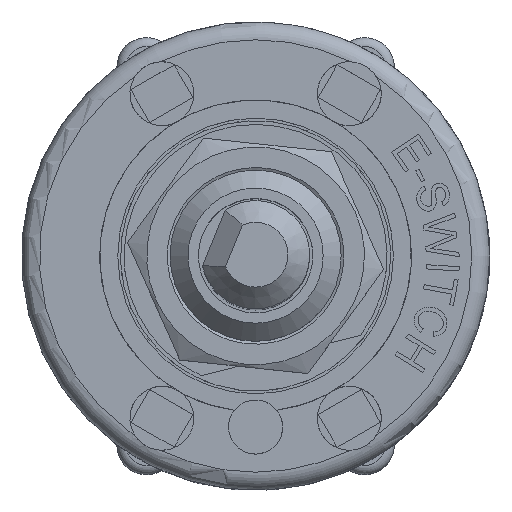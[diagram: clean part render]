
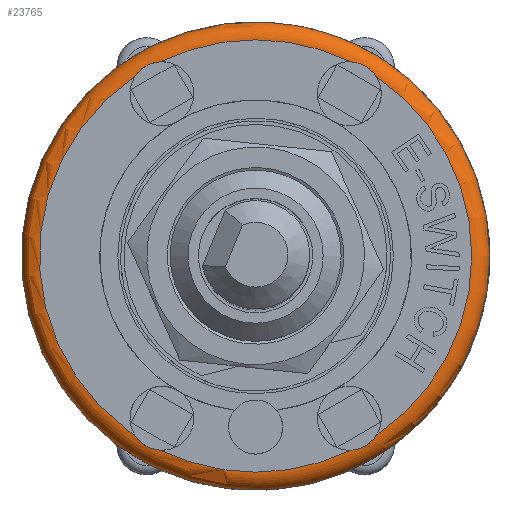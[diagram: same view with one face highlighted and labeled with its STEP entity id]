
A CAD part, top view. The second image highlights one B-rep face of the part: STEP entity #23765.
In plain terms, the highlighted toroidal (fillet/blend) face has major radius 12 mm and minor radius 1 mm.
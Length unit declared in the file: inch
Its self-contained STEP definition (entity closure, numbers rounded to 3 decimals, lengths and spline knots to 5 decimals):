
#23115=CARTESIAN_POINT('',(0.51181,0.0,0.37402));
#23116=VERTEX_POINT('',#23115);
#23117=CARTESIAN_POINT('',(0.0,0.0,0.37402));
#23118=DIRECTION('',(0.0,0.0,1.0));
#23119=DIRECTION('',(-1.0,0.0,0.0));
#23120=AXIS2_PLACEMENT_3D('',#23117,#23118,#23119);
#23121=CIRCLE('',#23120,0.51181);
#23122=EDGE_CURVE('',#23116,#23116,#23121,.T.);
#23365=CARTESIAN_POINT('',(-0.26379,0.39194,0.41339));
#23366=VERTEX_POINT('',#23365);
#23375=CARTESIAN_POINT('',(-0.20753,0.42442,0.41339));
#23376=VERTEX_POINT('',#23375);
#23384=CARTESIAN_POINT('',(-0.26379,0.39194,0.41339));
#23385=CARTESIAN_POINT('',(-0.26063,0.39693,0.41339));
#23386=CARTESIAN_POINT('',(-0.25684,0.40153,0.41318));
#23387=CARTESIAN_POINT('',(-0.25019,0.40776,0.41294));
#23388=CARTESIAN_POINT('',(-0.24774,0.40975,0.41287));
#23389=CARTESIAN_POINT('',(-0.24411,0.41233,0.41281));
#23390=CARTESIAN_POINT('',(-0.24303,0.41306,0.41279));
#23391=CARTESIAN_POINT('',(-0.24115,0.41424,0.41278));
#23392=CARTESIAN_POINT('',(-0.24035,0.41472,0.41278));
#23393=CARTESIAN_POINT('',(-0.23874,0.41565,0.41278));
#23394=CARTESIAN_POINT('',(-0.23791,0.4161,0.41278));
#23395=CARTESIAN_POINT('',(-0.23586,0.41717,0.4128));
#23396=CARTESIAN_POINT('',(-0.23462,0.41777,0.41281));
#23397=CARTESIAN_POINT('',(-0.23029,0.41972,0.41288));
#23398=CARTESIAN_POINT('',(-0.22713,0.42087,0.41296));
#23399=CARTESIAN_POINT('',(-0.2184,0.42336,0.41321));
#23400=CARTESIAN_POINT('',(-0.2129,0.4242,0.41339));
#23401=CARTESIAN_POINT('',(-0.20753,0.42442,0.41339));
#23402=B_SPLINE_CURVE_WITH_KNOTS('',3,(#23384,#23385,#23386,#23387,#23388,#23389,#23390,#23391,#23392,#23393,#23394,#23395,#23396,#23397,#23398,#23399,#23400,#23401),.UNSPECIFIED.,.F.,.U.,(4,2,2,2,2,2,2,2,4),(-0.30321,-0.28459,-0.27477,-0.27072,-0.26786,-0.26495,-0.2607,-0.25033,-0.23279),.UNSPECIFIED.);
#23403=EDGE_CURVE('',#23366,#23376,#23402,.T.);
#23439=CARTESIAN_POINT('',(-0.26379,-0.39194,0.41339));
#23440=VERTEX_POINT('',#23439);
#23450=CARTESIAN_POINT('',(-0.20753,-0.42442,0.41339));
#23451=VERTEX_POINT('',#23450);
#23452=CARTESIAN_POINT('',(-0.20753,-0.42442,0.41339));
#23453=CARTESIAN_POINT('',(-0.21344,-0.42418,0.41339));
#23454=CARTESIAN_POINT('',(-0.21932,-0.42319,0.41318));
#23455=CARTESIAN_POINT('',(-0.22803,-0.42055,0.41294));
#23456=CARTESIAN_POINT('',(-0.23098,-0.41943,0.41287));
#23457=CARTESIAN_POINT('',(-0.23503,-0.41757,0.41281));
#23458=CARTESIAN_POINT('',(-0.2362,-0.417,0.41279));
#23459=CARTESIAN_POINT('',(-0.23817,-0.41596,0.41278));
#23460=CARTESIAN_POINT('',(-0.23898,-0.41551,0.41278));
#23461=CARTESIAN_POINT('',(-0.24059,-0.41458,0.41278));
#23462=CARTESIAN_POINT('',(-0.2414,-0.41409,0.41278));
#23463=CARTESIAN_POINT('',(-0.24335,-0.41285,0.4128));
#23464=CARTESIAN_POINT('',(-0.24449,-0.41207,0.41281));
#23465=CARTESIAN_POINT('',(-0.24834,-0.4093,0.41288));
#23466=CARTESIAN_POINT('',(-0.25092,-0.40713,0.41296));
#23467=CARTESIAN_POINT('',(-0.25744,-0.40082,0.41321));
#23468=CARTESIAN_POINT('',(-0.26092,-0.39648,0.41339));
#23469=CARTESIAN_POINT('',(-0.26379,-0.39194,0.41339));
#23470=B_SPLINE_CURVE_WITH_KNOTS('',3,(#23452,#23453,#23454,#23455,#23456,#23457,#23458,#23459,#23460,#23461,#23462,#23463,#23464,#23465,#23466,#23467,#23468,#23469),.UNSPECIFIED.,.F.,.U.,(4,2,2,2,2,2,2,2,4),(-0.30321,-0.28459,-0.27477,-0.27072,-0.26786,-0.26495,-0.2607,-0.25033,-0.23279),.UNSPECIFIED.);
#23471=EDGE_CURVE('',#23451,#23440,#23470,.T.);
#23539=CARTESIAN_POINT('',(0.20753,-0.42442,0.41339));
#23540=VERTEX_POINT('',#23539);
#23550=CARTESIAN_POINT('',(0.26379,-0.39194,0.41339));
#23551=VERTEX_POINT('',#23550);
#23552=CARTESIAN_POINT('',(0.26379,-0.39194,0.41339));
#23553=CARTESIAN_POINT('',(0.26063,-0.39693,0.41339));
#23554=CARTESIAN_POINT('',(0.25684,-0.40153,0.41318));
#23555=CARTESIAN_POINT('',(0.25019,-0.40776,0.41294));
#23556=CARTESIAN_POINT('',(0.24774,-0.40975,0.41287));
#23557=CARTESIAN_POINT('',(0.24411,-0.41233,0.41281));
#23558=CARTESIAN_POINT('',(0.24303,-0.41306,0.41279));
#23559=CARTESIAN_POINT('',(0.24115,-0.41424,0.41278));
#23560=CARTESIAN_POINT('',(0.24035,-0.41472,0.41278));
#23561=CARTESIAN_POINT('',(0.23874,-0.41565,0.41278));
#23562=CARTESIAN_POINT('',(0.23791,-0.4161,0.41278));
#23563=CARTESIAN_POINT('',(0.23586,-0.41717,0.4128));
#23564=CARTESIAN_POINT('',(0.23462,-0.41777,0.41281));
#23565=CARTESIAN_POINT('',(0.23029,-0.41972,0.41288));
#23566=CARTESIAN_POINT('',(0.22713,-0.42087,0.41296));
#23567=CARTESIAN_POINT('',(0.2184,-0.42336,0.41321));
#23568=CARTESIAN_POINT('',(0.2129,-0.4242,0.41339));
#23569=CARTESIAN_POINT('',(0.20753,-0.42442,0.41339));
#23570=B_SPLINE_CURVE_WITH_KNOTS('',3,(#23552,#23553,#23554,#23555,#23556,#23557,#23558,#23559,#23560,#23561,#23562,#23563,#23564,#23565,#23566,#23567,#23568,#23569),.UNSPECIFIED.,.F.,.U.,(4,2,2,2,2,2,2,2,4),(-0.30321,-0.28459,-0.27477,-0.27072,-0.26786,-0.26495,-0.2607,-0.25033,-0.23279),.UNSPECIFIED.);
#23571=EDGE_CURVE('',#23551,#23540,#23570,.T.);
#23665=CARTESIAN_POINT('',(0.20753,0.42442,0.41339));
#23666=VERTEX_POINT('',#23665);
#23675=CARTESIAN_POINT('',(0.26379,0.39194,0.41339));
#23676=VERTEX_POINT('',#23675);
#23684=CARTESIAN_POINT('',(0.20753,0.42442,0.41339));
#23685=CARTESIAN_POINT('',(0.21344,0.42418,0.41339));
#23686=CARTESIAN_POINT('',(0.21932,0.42319,0.41318));
#23687=CARTESIAN_POINT('',(0.22803,0.42055,0.41294));
#23688=CARTESIAN_POINT('',(0.23098,0.41943,0.41287));
#23689=CARTESIAN_POINT('',(0.23503,0.41757,0.41281));
#23690=CARTESIAN_POINT('',(0.2362,0.417,0.41279));
#23691=CARTESIAN_POINT('',(0.23817,0.41596,0.41278));
#23692=CARTESIAN_POINT('',(0.23898,0.41551,0.41278));
#23693=CARTESIAN_POINT('',(0.24059,0.41458,0.41278));
#23694=CARTESIAN_POINT('',(0.2414,0.41409,0.41278));
#23695=CARTESIAN_POINT('',(0.24335,0.41285,0.4128));
#23696=CARTESIAN_POINT('',(0.24449,0.41207,0.41281));
#23697=CARTESIAN_POINT('',(0.24834,0.4093,0.41288));
#23698=CARTESIAN_POINT('',(0.25092,0.40713,0.41296));
#23699=CARTESIAN_POINT('',(0.25744,0.40082,0.41321));
#23700=CARTESIAN_POINT('',(0.26092,0.39648,0.41339));
#23701=CARTESIAN_POINT('',(0.26379,0.39194,0.41339));
#23702=B_SPLINE_CURVE_WITH_KNOTS('',3,(#23684,#23685,#23686,#23687,#23688,#23689,#23690,#23691,#23692,#23693,#23694,#23695,#23696,#23697,#23698,#23699,#23700,#23701),.UNSPECIFIED.,.F.,.U.,(4,2,2,2,2,2,2,2,4),(-0.30321,-0.28459,-0.27477,-0.27072,-0.26786,-0.26495,-0.2607,-0.25033,-0.23279),.UNSPECIFIED.);
#23703=EDGE_CURVE('',#23666,#23676,#23702,.T.);
#23723=CARTESIAN_POINT('',(0.0,0.0,0.37402));
#23724=DIRECTION('',(0.0,0.0,-1.0));
#23725=DIRECTION('',(-1.0,0.0,0.0));
#23726=AXIS2_PLACEMENT_3D('',#23723,#23724,#23725);
#23727=TOROIDAL_SURFACE('',#23726,0.47244,0.03937);
#23728=ORIENTED_EDGE('',*,*,#23122,.T.);
#23729=EDGE_LOOP('',(#23728));
#23730=FACE_OUTER_BOUND('',#23729,.T.);
#23731=CARTESIAN_POINT('',(0.0,0.0,0.41339));
#23732=DIRECTION('',(0.0,0.0,-1.0));
#23733=DIRECTION('',(-1.0,0.0,0.0));
#23734=AXIS2_PLACEMENT_3D('',#23731,#23732,#23733);
#23735=CIRCLE('',#23734,0.47244);
#23736=EDGE_CURVE('',#23440,#23366,#23735,.T.);
#23737=ORIENTED_EDGE('',*,*,#23736,.T.);
#23738=ORIENTED_EDGE('',*,*,#23403,.T.);
#23739=CARTESIAN_POINT('',(0.0,0.0,0.41339));
#23740=DIRECTION('',(0.0,0.0,-1.0));
#23741=DIRECTION('',(-1.0,0.0,0.0));
#23742=AXIS2_PLACEMENT_3D('',#23739,#23740,#23741);
#23743=CIRCLE('',#23742,0.47244);
#23744=EDGE_CURVE('',#23376,#23666,#23743,.T.);
#23745=ORIENTED_EDGE('',*,*,#23744,.T.);
#23746=ORIENTED_EDGE('',*,*,#23703,.T.);
#23747=CARTESIAN_POINT('',(0.0,0.0,0.41339));
#23748=DIRECTION('',(0.0,0.0,-1.0));
#23749=DIRECTION('',(-1.0,0.0,0.0));
#23750=AXIS2_PLACEMENT_3D('',#23747,#23748,#23749);
#23751=CIRCLE('',#23750,0.47244);
#23752=EDGE_CURVE('',#23676,#23551,#23751,.T.);
#23753=ORIENTED_EDGE('',*,*,#23752,.T.);
#23754=ORIENTED_EDGE('',*,*,#23571,.T.);
#23755=CARTESIAN_POINT('',(0.0,0.0,0.41339));
#23756=DIRECTION('',(0.0,0.0,-1.0));
#23757=DIRECTION('',(-1.0,0.0,0.0));
#23758=AXIS2_PLACEMENT_3D('',#23755,#23756,#23757);
#23759=CIRCLE('',#23758,0.47244);
#23760=EDGE_CURVE('',#23540,#23451,#23759,.T.);
#23761=ORIENTED_EDGE('',*,*,#23760,.T.);
#23762=ORIENTED_EDGE('',*,*,#23471,.T.);
#23763=EDGE_LOOP('',(#23737,#23738,#23745,#23746,#23753,#23754,#23761,#23762));
#23764=FACE_BOUND('',#23763,.T.);
#23765=ADVANCED_FACE('',(#23730,#23764),#23727,.T.);
